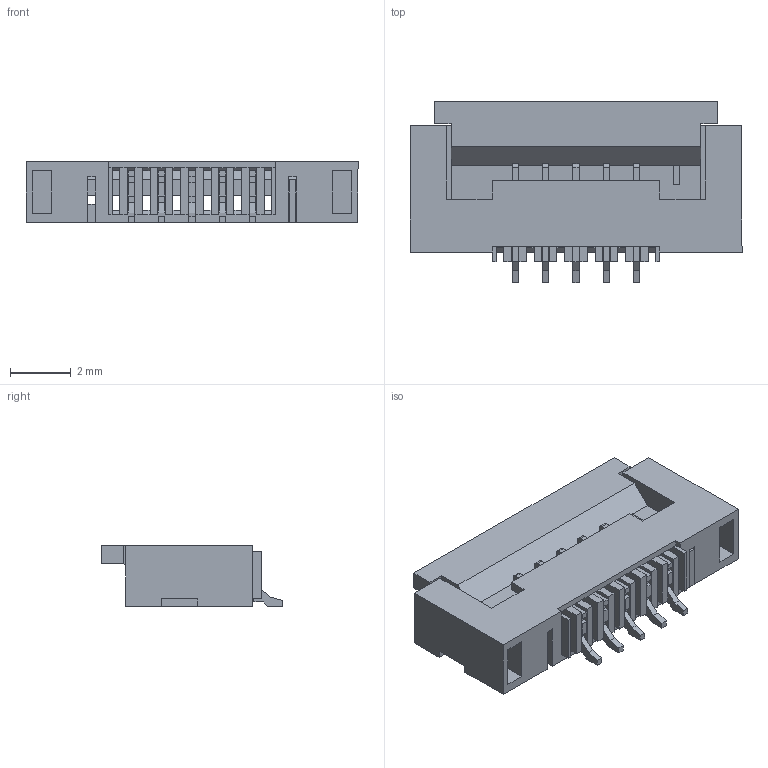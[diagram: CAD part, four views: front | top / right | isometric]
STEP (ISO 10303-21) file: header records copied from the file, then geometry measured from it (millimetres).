
FILE_DESCRIPTION (( 'STEP AP214' ), '1' );
FILE_NAME ('FPC05L100P_AFA01-S05FCC-00.STEP', '2022-07-03T10:57:26', ( '' ), ( '' ), 'SwSTEP 2.0', 'SolidWorks 2017', '' );
FILE_SCHEMA (( 'AUTOMOTIVE_DESIGN' ));
Length unit declared in the file: millimetre
Products named in the file (4): FPC-SMD_P1.00-5P_FGS-XJ-H2.0; FPC1; COMPOUND_2; FPC05L100P_AFA01-S05FCC-00
Assembly tree (3 placements, depth 4):
  FPC05L100P_AFA01-S05FCC-00
    FPC1
      FPC-SMD_P1.00-5P_FGS-XJ-H2.0
        COMPOUND_2
Bounding box: 10.9 x 5.97 x 2 mm (x, y, z)
Volume: 74.6 mm3; surface area: 402.1 mm2
Topology: 9 solids, 9 shells, 521 faces, 1488 edges, 968 vertices
Faces by surface type: plane 436, bspline 48, cylinder 37
Entity records: 24541 total; most frequent: CARTESIAN_POINT 5289, ORIENTED_EDGE 2976, DIRECTION 2428, EDGE_CURVE 1488, VECTOR 1318, LINE 1318, VERTEX_POINT 968, AXIS2_PLACEMENT_3D 555
